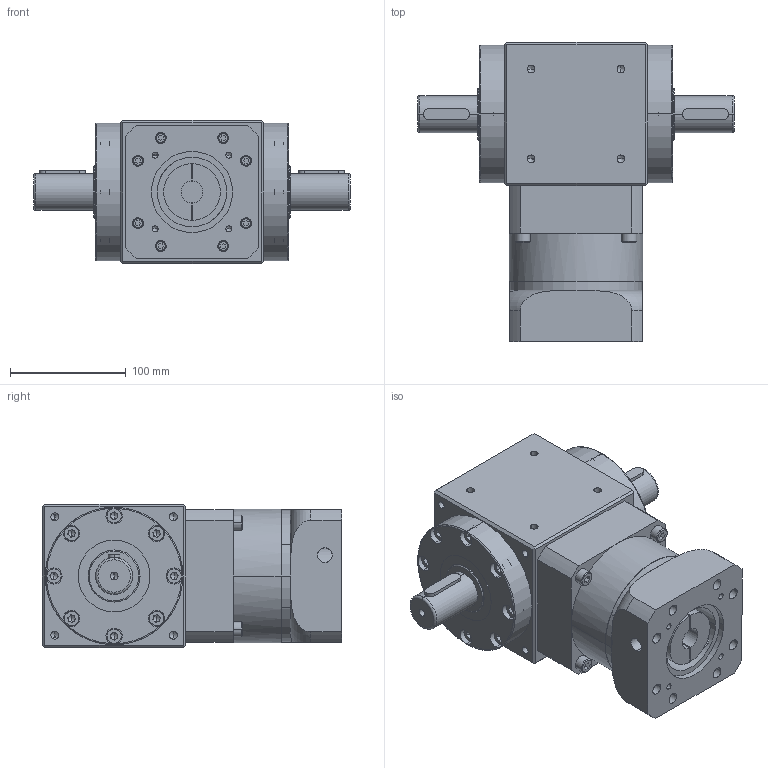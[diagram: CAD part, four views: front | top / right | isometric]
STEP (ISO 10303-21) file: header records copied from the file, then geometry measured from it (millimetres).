
FILE_DESCRIPTION (( 'STEP AP214' ), '1' );
FILE_NAME ('RAH120-L1-XX-2S-19-70-90-M6_2019.STEP', '2019-03-27T07:36:41', ( 'Y' ), ( 'NCU' ), 'SwSTEP 2.0', 'SolidWorks 2016', '' );
FILE_SCHEMA (( 'AUTOMOTIVE_DESIGN' ));
Length unit declared in the file: millimetre
Products named in the file (1): RAH120-L1-XX-2S-19-70-90-M6_2019
Bounding box: 274 x 258.8 x 124 mm (x, y, z)
Volume: 3972620.1 mm3; surface area: 276966.8 mm2
Topology: 4 solids, 30 shells, 874 faces, 2036 edges, 1240 vertices
Faces by surface type: plane 440, cylinder 270, cone 116, torus 48
Entity records: 28436 total; most frequent: CARTESIAN_POINT 7211, DIRECTION 4434, ORIENTED_EDGE 3896, EDGE_CURVE 1948, AXIS2_PLACEMENT_3D 1683, VERTEX_POINT 1240, LINE 1068, VECTOR 1068
